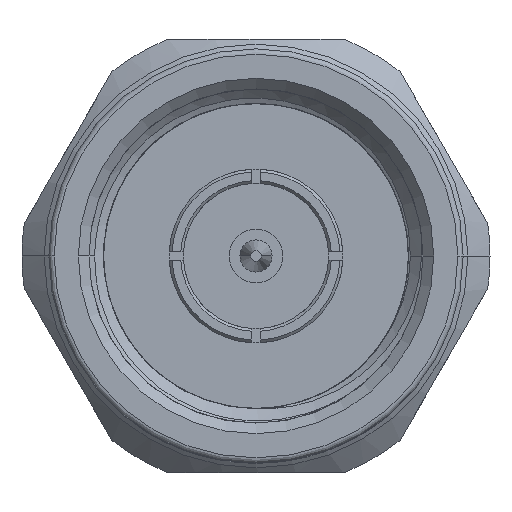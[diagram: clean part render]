
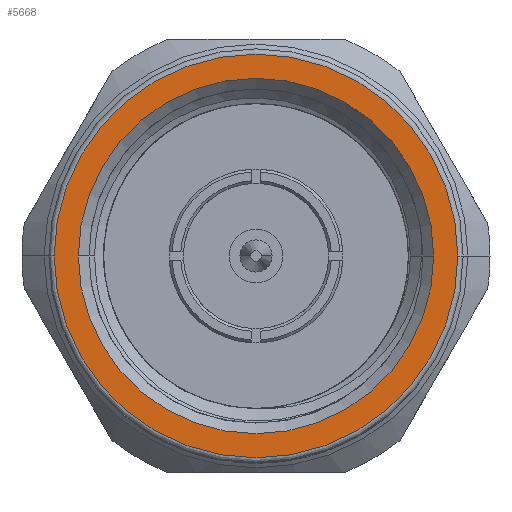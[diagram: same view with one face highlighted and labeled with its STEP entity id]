
A CAD part, left-side view. The second image highlights one B-rep face of the part: STEP entity #5668.
In plain terms, the highlighted planar face has unit normal (-1, 0, 0).
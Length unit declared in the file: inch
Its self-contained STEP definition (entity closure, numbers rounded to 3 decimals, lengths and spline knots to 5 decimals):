
#806 = AXIS2_PLACEMENT_3D ( 'NONE', #1350, #13606, #13708 ) ;
#813 = DIRECTION ( 'NONE',  ( 0., 0., -1. ) ) ;
#1202 = DIRECTION ( 'NONE',  ( 1., 0., 0. ) ) ;
#1350 = CARTESIAN_POINT ( 'NONE',  ( 0., 0., 0. ) ) ;
#1598 = FACE_OUTER_BOUND ( 'NONE', #4498, .T. ) ;
#2390 = AXIS2_PLACEMENT_3D ( 'NONE', #6838, #8358, #813 ) ;
#2608 = CARTESIAN_POINT ( 'NONE',  ( 0., 0., 0. ) ) ;
#2776 = CIRCLE ( 'NONE', #13687, 0.3325 ) ;
#4498 = EDGE_LOOP ( 'NONE', ( #11090, #13848 ) ) ;
#4735 = CARTESIAN_POINT ( 'NONE',  ( 0., 0., -0.3776 ) ) ;
#4742 = CIRCLE ( 'NONE', #7311, 0.3325 ) ;
#5127 = CARTESIAN_POINT ( 'NONE',  ( 0., 0., 0.3776 ) ) ;
#5668 = ADVANCED_FACE ( 'NONE', ( #12638, #1598 ), #14057, .F. ) ;
#5931 = CIRCLE ( 'NONE', #2390, 0.3776 ) ;
#5935 = DIRECTION ( 'NONE',  ( 1., 0., 0. ) ) ;
#5939 = CIRCLE ( 'NONE', #806, 0.3776 ) ;
#6226 = CARTESIAN_POINT ( 'NONE',  ( 0., 0., 0.3325 ) ) ;
#6838 = CARTESIAN_POINT ( 'NONE',  ( 0., 0., 0. ) ) ;
#7311 = AXIS2_PLACEMENT_3D ( 'NONE', #7440, #5935, #15273 ) ;
#7440 = CARTESIAN_POINT ( 'NONE',  ( 0., 0., 0. ) ) ;
#7649 = VERTEX_POINT ( 'NONE', #5127 ) ;
#7833 = VERTEX_POINT ( 'NONE', #13187 ) ;
#8121 = ORIENTED_EDGE ( 'NONE', *, *, #15745, .T. ) ;
#8358 = DIRECTION ( 'NONE',  ( -1., 0., 0. ) ) ;
#8422 = VERTEX_POINT ( 'NONE', #6226 ) ;
#9250 = DIRECTION ( 'NONE',  ( 0., 1., 0. ) ) ;
#11090 = ORIENTED_EDGE ( 'NONE', *, *, #14319, .T. ) ;
#11834 = VERTEX_POINT ( 'NONE', #4735 ) ;
#11839 = DIRECTION ( 'NONE',  ( 0., 0., -1. ) ) ;
#12535 = CARTESIAN_POINT ( 'NONE',  ( 0., 0., 0. ) ) ;
#12638 = FACE_BOUND ( 'NONE', #19848, .T. ) ;
#13187 = CARTESIAN_POINT ( 'NONE',  ( 0., 0., -0.3325 ) ) ;
#13606 = DIRECTION ( 'NONE',  ( -1., 0., 0. ) ) ;
#13687 = AXIS2_PLACEMENT_3D ( 'NONE', #2608, #1202, #11839 ) ;
#13708 = DIRECTION ( 'NONE',  ( 0., 0., -1. ) ) ;
#13848 = ORIENTED_EDGE ( 'NONE', *, *, #14014, .T. ) ;
#13892 = AXIS2_PLACEMENT_3D ( 'NONE', #12535, #16986, #9250 ) ;
#14014 = EDGE_CURVE ( 'NONE', #7649, #11834, #5931, .T. ) ;
#14057 = PLANE ( 'NONE',  #13892 ) ;
#14319 = EDGE_CURVE ( 'NONE', #11834, #7649, #5939, .T. ) ;
#15273 = DIRECTION ( 'NONE',  ( 0., 0., -1. ) ) ;
#15583 = ORIENTED_EDGE ( 'NONE', *, *, #19195, .T. ) ;
#15745 = EDGE_CURVE ( 'NONE', #7833, #8422, #2776, .T. ) ;
#16986 = DIRECTION ( 'NONE',  ( 1., 0., 0. ) ) ;
#19195 = EDGE_CURVE ( 'NONE', #8422, #7833, #4742, .T. ) ;
#19848 = EDGE_LOOP ( 'NONE', ( #15583, #8121 ) ) ;
